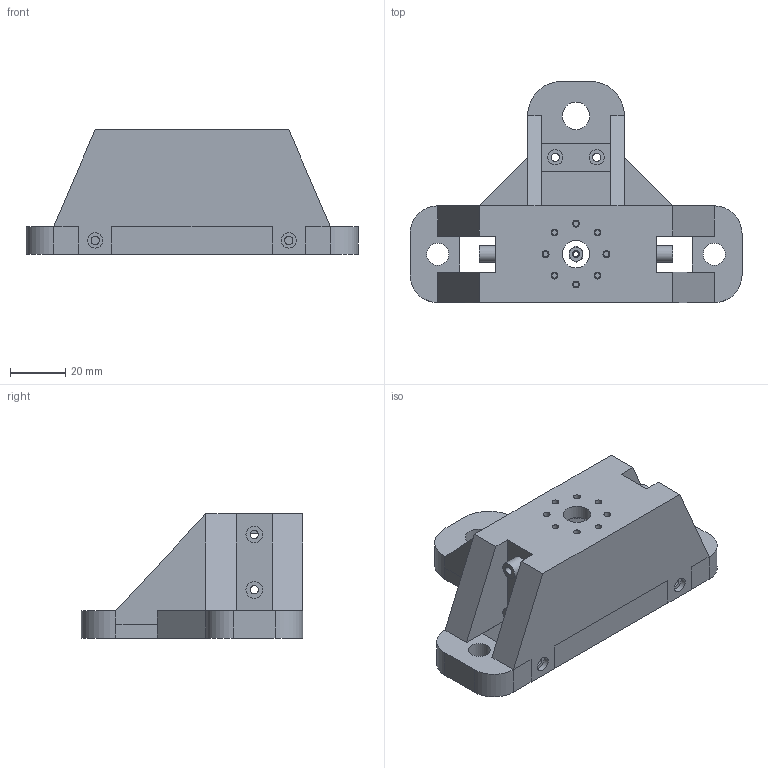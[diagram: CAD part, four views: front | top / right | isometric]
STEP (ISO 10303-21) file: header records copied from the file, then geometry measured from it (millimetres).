
FILE_DESCRIPTION(/* description */ (''),/* implementation_level */ '2;1');
FILE_NAME(/* name */ 'S#4 back - PLA bottom and top mount.step',/* time_stamp */ '2019-12-10T20:22:56+00:00',/* author */ (''),/* organization */ (''),/* preprocessor_version */ 'ST-DEVELOPER v18',/* originating_system */ 'Autodesk Translation Framework v8.12.0.6',/* authorisation */ '');
FILE_SCHEMA (('AUTOMOTIVE_DESIGN { 1 0 10303 214 3 1 1 }'));
Length unit declared in the file: millimetre
Products named in the file (4): Robotic Arm Joint 1 Mount; Nut M2.5 Flat Side Normal; Robotic Arm Joint 1 Mount Bottom; Robotic Arm Joint 1 Mount Top
Assembly tree (11 placements, depth 2):
  Robotic Arm Joint 1 Mount
    Nut M2.5 Flat Side Normal  x9
    Robotic Arm Joint 1 Mount Bottom
    Robotic Arm Joint 1 Mount Top
Bounding box: 120 x 80 x 45 mm (x, y, z)
Volume: 127564 mm3; surface area: 49957.6 mm2
Topology: 11 solids, 11 shells, 606 faces, 1539 edges, 978 vertices
Faces by surface type: plane 297, cone 174, cylinder 108, bspline 27
Full cylindrical faces by diameter (mm): 2.5 x35, 3 x14, 5.5 x4, 6 x4, 7.5 x6, 8 x2, 10 x3
Entity records: 13897 total; most frequent: CARTESIAN_POINT 4210, ORIENTED_EDGE 2086, DIRECTION 1901, EDGE_CURVE 1043, VERTEX_POINT 674, AXIS2_PLACEMENT_3D 671, LINE 559, VECTOR 559
